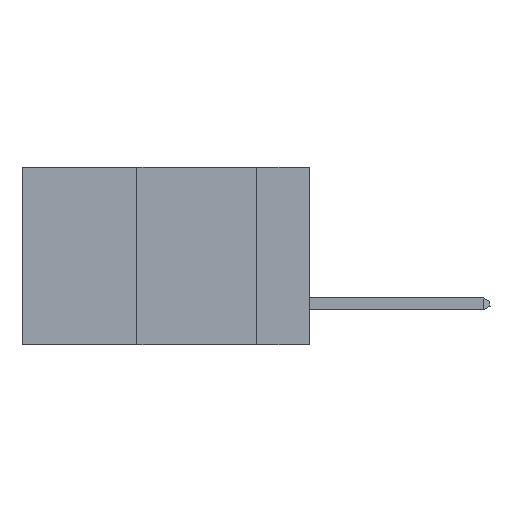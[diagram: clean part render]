
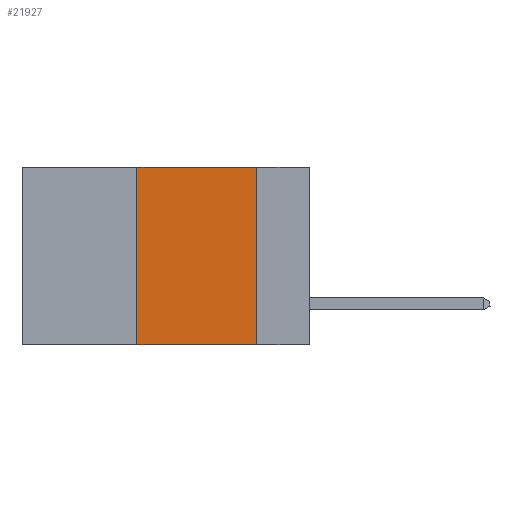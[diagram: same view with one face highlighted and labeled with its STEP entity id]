
A CAD part, left-side view. The second image highlights one B-rep face of the part: STEP entity #21927.
In plain terms, the highlighted planar face has unit normal (-1, 0, 0).
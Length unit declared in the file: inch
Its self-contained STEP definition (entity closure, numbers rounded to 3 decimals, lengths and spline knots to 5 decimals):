
#3174 = VERTEX_POINT ( 'NONE', #25623 ) ;
#3309 = VECTOR ( 'NONE', #7285, 39.37008 ) ;
#3927 = EDGE_CURVE ( 'NONE', #3174, #15100, #11918, .T. ) ;
#4287 = LINE ( 'NONE', #13864, #17254 ) ;
#4359 = EDGE_LOOP ( 'NONE', ( #20391, #15764, #15168, #16723 ) ) ;
#4909 = DIRECTION ( 'NONE',  ( 0., -1., 0. ) ) ;
#5054 = CARTESIAN_POINT ( 'NONE',  ( 0., 0.36, 0. ) ) ;
#6184 = CARTESIAN_POINT ( 'NONE',  ( 0., 0.6, 0. ) ) ;
#6682 = VECTOR ( 'NONE', #4909, 39.37008 ) ;
#7285 = DIRECTION ( 'NONE',  ( 0., 0., 1. ) ) ;
#7639 = LINE ( 'NONE', #16871, #6682 ) ;
#7788 = DIRECTION ( 'NONE',  ( 0., -1., 0. ) ) ;
#8344 = DIRECTION ( 'NONE',  ( 1., 0., 0. ) ) ;
#8747 = FACE_OUTER_BOUND ( 'NONE', #4359, .T. ) ;
#8926 = CARTESIAN_POINT ( 'NONE',  ( 0., 0.11, 0. ) ) ;
#10497 = EDGE_CURVE ( 'NONE', #15100, #26077, #7639, .T. ) ;
#10546 = LINE ( 'NONE', #21283, #13365 ) ;
#11114 = AXIS2_PLACEMENT_3D ( 'NONE', #6184, #8344, #20513 ) ;
#11918 = LINE ( 'NONE', #5054, #3309 ) ;
#13365 = VECTOR ( 'NONE', #25577, 39.37008 ) ;
#13864 = CARTESIAN_POINT ( 'NONE',  ( 0., 0.6, -0.37 ) ) ;
#15100 = VERTEX_POINT ( 'NONE', #18795 ) ;
#15168 = ORIENTED_EDGE ( 'NONE', *, *, #3927, .F. ) ;
#15764 = ORIENTED_EDGE ( 'NONE', *, *, #10497, .F. ) ;
#16723 = ORIENTED_EDGE ( 'NONE', *, *, #22507, .T. ) ;
#16871 = CARTESIAN_POINT ( 'NONE',  ( 0., 0.6, 0. ) ) ;
#17254 = VECTOR ( 'NONE', #7788, 39.37008 ) ;
#17817 = EDGE_CURVE ( 'NONE', #26077, #21354, #10546, .T. ) ;
#18795 = CARTESIAN_POINT ( 'NONE',  ( 0., 0.36, 0. ) ) ;
#20175 = PLANE ( 'NONE',  #11114 ) ;
#20391 = ORIENTED_EDGE ( 'NONE', *, *, #17817, .F. ) ;
#20513 = DIRECTION ( 'NONE',  ( 0., 0., -1. ) ) ;
#21283 = CARTESIAN_POINT ( 'NONE',  ( 0., 0.11, 0. ) ) ;
#21354 = VERTEX_POINT ( 'NONE', #24774 ) ;
#21927 = ADVANCED_FACE ( 'NONE', ( #8747 ), #20175, .F. ) ;
#22507 = EDGE_CURVE ( 'NONE', #3174, #21354, #4287, .T. ) ;
#24774 = CARTESIAN_POINT ( 'NONE',  ( 0., 0.11, -0.37 ) ) ;
#25577 = DIRECTION ( 'NONE',  ( 0., 0., -1. ) ) ;
#25623 = CARTESIAN_POINT ( 'NONE',  ( 0., 0.36, -0.37 ) ) ;
#26077 = VERTEX_POINT ( 'NONE', #8926 ) ;
